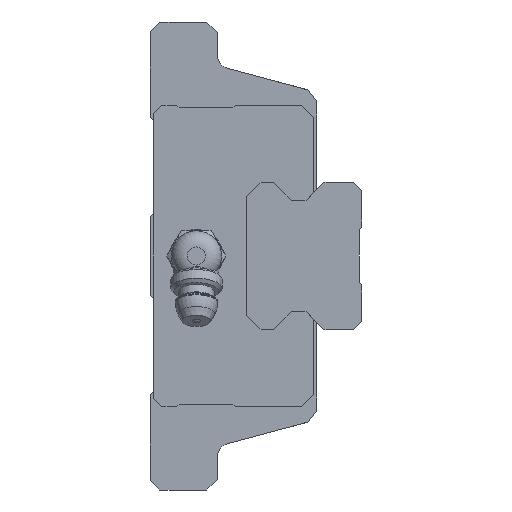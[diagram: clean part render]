
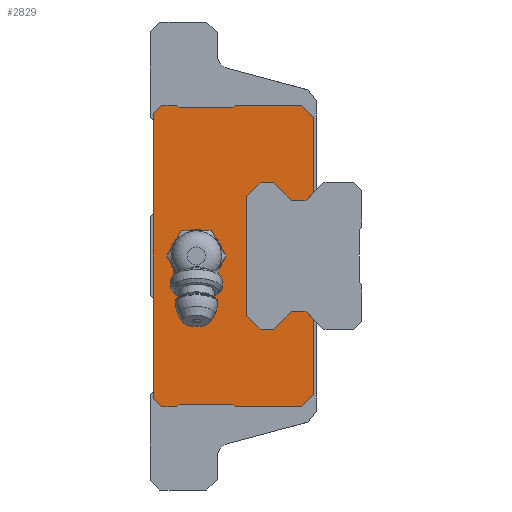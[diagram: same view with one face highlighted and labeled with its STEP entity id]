
A CAD part, left-side view. The second image highlights one B-rep face of the part: STEP entity #2829.
In plain terms, the highlighted planar face has unit normal (-1, 0, 0).
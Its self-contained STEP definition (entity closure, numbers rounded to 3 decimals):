
#635=ORIENTED_EDGE('',*,*,#1170,.F.);
#636=ORIENTED_EDGE('',*,*,#1201,.F.);
#637=ORIENTED_EDGE('',*,*,#1199,.F.);
#638=ORIENTED_EDGE('',*,*,#1197,.F.);
#639=ORIENTED_EDGE('',*,*,#1195,.F.);
#640=ORIENTED_EDGE('',*,*,#1193,.F.);
#641=ORIENTED_EDGE('',*,*,#1191,.F.);
#642=ORIENTED_EDGE('',*,*,#1189,.F.);
#643=ORIENTED_EDGE('',*,*,#1187,.F.);
#644=ORIENTED_EDGE('',*,*,#1185,.F.);
#645=ORIENTED_EDGE('',*,*,#1070,.F.);
#646=ORIENTED_EDGE('',*,*,#1067,.F.);
#647=ORIENTED_EDGE('',*,*,#1064,.F.);
#648=ORIENTED_EDGE('',*,*,#1061,.F.);
#649=ORIENTED_EDGE('',*,*,#1058,.F.);
#650=ORIENTED_EDGE('',*,*,#1055,.F.);
#651=ORIENTED_EDGE('',*,*,#1052,.F.);
#652=ORIENTED_EDGE('',*,*,#1049,.F.);
#653=ORIENTED_EDGE('',*,*,#1046,.F.);
#654=ORIENTED_EDGE('',*,*,#1043,.F.);
#655=ORIENTED_EDGE('',*,*,#1039,.F.);
#656=ORIENTED_EDGE('',*,*,#1184,.F.);
#657=ORIENTED_EDGE('',*,*,#1182,.F.);
#658=ORIENTED_EDGE('',*,*,#1180,.F.);
#659=ORIENTED_EDGE('',*,*,#1178,.F.);
#660=ORIENTED_EDGE('',*,*,#1176,.F.);
#661=ORIENTED_EDGE('',*,*,#1174,.F.);
#662=ORIENTED_EDGE('',*,*,#1172,.F.);
#663=ORIENTED_EDGE('',*,*,#1202,.T.);
#664=ORIENTED_EDGE('',*,*,#1203,.T.);
#665=ORIENTED_EDGE('',*,*,#1204,.T.);
#666=ORIENTED_EDGE('',*,*,#1205,.T.);
#667=ORIENTED_EDGE('',*,*,#1206,.T.);
#668=ORIENTED_EDGE('',*,*,#1207,.T.);
#1039=EDGE_CURVE('',#1418,#1419,#1680,.T.);
#1043=EDGE_CURVE('',#1419,#1422,#1684,.T.);
#1046=EDGE_CURVE('',#1422,#1424,#1687,.T.);
#1049=EDGE_CURVE('',#1424,#1426,#1690,.T.);
#1052=EDGE_CURVE('',#1426,#1428,#1693,.T.);
#1055=EDGE_CURVE('',#1428,#1430,#1696,.T.);
#1058=EDGE_CURVE('',#1430,#1432,#1699,.T.);
#1061=EDGE_CURVE('',#1432,#1434,#1702,.T.);
#1064=EDGE_CURVE('',#1434,#1436,#1705,.T.);
#1067=EDGE_CURVE('',#1436,#1438,#1708,.T.);
#1070=EDGE_CURVE('',#1438,#1440,#1711,.T.);
#1170=EDGE_CURVE('',#1499,#1500,#1798,.T.);
#1172=EDGE_CURVE('',#1500,#1501,#1800,.T.);
#1174=EDGE_CURVE('',#1501,#1502,#1802,.T.);
#1176=EDGE_CURVE('',#1502,#1503,#1804,.T.);
#1178=EDGE_CURVE('',#1503,#1504,#1806,.T.);
#1180=EDGE_CURVE('',#1504,#1505,#1808,.T.);
#1182=EDGE_CURVE('',#1505,#1506,#1810,.T.);
#1184=EDGE_CURVE('',#1506,#1418,#1812,.T.);
#1185=EDGE_CURVE('',#1440,#1507,#1813,.T.);
#1187=EDGE_CURVE('',#1507,#1508,#1815,.T.);
#1189=EDGE_CURVE('',#1508,#1509,#1817,.T.);
#1191=EDGE_CURVE('',#1509,#1510,#1819,.T.);
#1193=EDGE_CURVE('',#1510,#1511,#1821,.T.);
#1195=EDGE_CURVE('',#1511,#1512,#1823,.T.);
#1197=EDGE_CURVE('',#1512,#1513,#1825,.T.);
#1199=EDGE_CURVE('',#1513,#1514,#1827,.T.);
#1201=EDGE_CURVE('',#1514,#1499,#1829,.T.);
#1202=EDGE_CURVE('',#1515,#1516,#1830,.T.);
#1203=EDGE_CURVE('',#1516,#1517,#1831,.T.);
#1204=EDGE_CURVE('',#1517,#1518,#1832,.T.);
#1205=EDGE_CURVE('',#1518,#1519,#1833,.T.);
#1206=EDGE_CURVE('',#1519,#1520,#1834,.T.);
#1207=EDGE_CURVE('',#1520,#1515,#1835,.T.);
#1418=VERTEX_POINT('',#4136);
#1419=VERTEX_POINT('',#4138);
#1422=VERTEX_POINT('',#4146);
#1424=VERTEX_POINT('',#4152);
#1426=VERTEX_POINT('',#4158);
#1428=VERTEX_POINT('',#4164);
#1430=VERTEX_POINT('',#4170);
#1432=VERTEX_POINT('',#4176);
#1434=VERTEX_POINT('',#4182);
#1436=VERTEX_POINT('',#4188);
#1438=VERTEX_POINT('',#4194);
#1440=VERTEX_POINT('',#4200);
#1499=VERTEX_POINT('',#4402);
#1500=VERTEX_POINT('',#4404);
#1501=VERTEX_POINT('',#4408);
#1502=VERTEX_POINT('',#4412);
#1503=VERTEX_POINT('',#4416);
#1504=VERTEX_POINT('',#4420);
#1505=VERTEX_POINT('',#4424);
#1506=VERTEX_POINT('',#4428);
#1507=VERTEX_POINT('',#4434);
#1508=VERTEX_POINT('',#4438);
#1509=VERTEX_POINT('',#4442);
#1510=VERTEX_POINT('',#4446);
#1511=VERTEX_POINT('',#4450);
#1512=VERTEX_POINT('',#4454);
#1513=VERTEX_POINT('',#4458);
#1514=VERTEX_POINT('',#4462);
#1515=VERTEX_POINT('',#4468);
#1516=VERTEX_POINT('',#4469);
#1517=VERTEX_POINT('',#4471);
#1518=VERTEX_POINT('',#4473);
#1519=VERTEX_POINT('',#4475);
#1520=VERTEX_POINT('',#4477);
#1680=LINE('',#4137,#1996);
#1684=LINE('',#4145,#2000);
#1687=LINE('',#4151,#2003);
#1690=LINE('',#4157,#2006);
#1693=LINE('',#4163,#2009);
#1696=LINE('',#4169,#2012);
#1699=LINE('',#4175,#2015);
#1702=LINE('',#4181,#2018);
#1705=LINE('',#4187,#2021);
#1708=LINE('',#4193,#2024);
#1711=LINE('',#4199,#2027);
#1798=LINE('',#4403,#2114);
#1800=LINE('',#4407,#2116);
#1802=LINE('',#4411,#2118);
#1804=LINE('',#4415,#2120);
#1806=LINE('',#4419,#2122);
#1808=LINE('',#4423,#2124);
#1810=LINE('',#4427,#2126);
#1812=LINE('',#4431,#2128);
#1813=LINE('',#4433,#2129);
#1815=LINE('',#4437,#2131);
#1817=LINE('',#4441,#2133);
#1819=LINE('',#4445,#2135);
#1821=LINE('',#4449,#2137);
#1823=LINE('',#4453,#2139);
#1825=LINE('',#4457,#2141);
#1827=LINE('',#4461,#2143);
#1829=LINE('',#4465,#2145);
#1830=LINE('',#4467,#2146);
#1831=LINE('',#4470,#2147);
#1832=LINE('',#4472,#2148);
#1833=LINE('',#4474,#2149);
#1834=LINE('',#4476,#2150);
#1835=LINE('',#4478,#2151);
#1996=VECTOR('',#3268,1000.);
#2000=VECTOR('',#3274,1000.);
#2003=VECTOR('',#3279,1000.);
#2006=VECTOR('',#3284,1000.);
#2009=VECTOR('',#3289,1000.);
#2012=VECTOR('',#3294,1000.);
#2015=VECTOR('',#3299,1000.);
#2018=VECTOR('',#3304,1000.);
#2021=VECTOR('',#3309,1000.);
#2024=VECTOR('',#3314,1000.);
#2027=VECTOR('',#3319,1000.);
#2114=VECTOR('',#3520,1000.);
#2116=VECTOR('',#3524,1000.);
#2118=VECTOR('',#3528,1000.);
#2120=VECTOR('',#3532,1000.);
#2122=VECTOR('',#3536,1000.);
#2124=VECTOR('',#3540,1000.);
#2126=VECTOR('',#3544,1000.);
#2128=VECTOR('',#3548,1000.);
#2129=VECTOR('',#3551,1000.);
#2131=VECTOR('',#3555,1000.);
#2133=VECTOR('',#3559,1000.);
#2135=VECTOR('',#3563,1000.);
#2137=VECTOR('',#3567,1000.);
#2139=VECTOR('',#3571,1000.);
#2141=VECTOR('',#3575,1000.);
#2143=VECTOR('',#3579,1000.);
#2145=VECTOR('',#3583,1000.);
#2146=VECTOR('',#3586,1000.);
#2147=VECTOR('',#3587,1000.);
#2148=VECTOR('',#3588,1000.);
#2149=VECTOR('',#3589,1000.);
#2150=VECTOR('',#3590,1000.);
#2151=VECTOR('',#3591,1000.);
#2340=EDGE_LOOP('',(#635,#636,#637,#638,#639,#640,#641,#642,#643,#644,#645,
#646,#647,#648,#649,#650,#651,#652,#653,#654,#655,#656,#657,#658,#659,#660,
#661,#662));
#2341=EDGE_LOOP('',(#663,#664,#665,#666,#667,#668));
#2533=FACE_BOUND('',#2340,.T.);
#2534=FACE_BOUND('',#2341,.T.);
#2694=PLANE('',#3035);
#2829=ADVANCED_FACE('',(#2533,#2534),#2694,.F.);
#3035=AXIS2_PLACEMENT_3D('',#4466,#3584,#3585);
#3268=DIRECTION('',(0.,0.707,-0.707));
#3274=DIRECTION('',(0.,1.,0.));
#3279=DIRECTION('',(0.,0.707,0.707));
#3284=DIRECTION('',(0.,1.,0.));
#3289=DIRECTION('',(0.,0.72,-0.694));
#3294=DIRECTION('',(0.,0.,-1.));
#3299=DIRECTION('',(0.,-0.72,-0.694));
#3304=DIRECTION('',(0.,-1.,0.));
#3309=DIRECTION('',(0.,-0.707,0.707));
#3314=DIRECTION('',(0.,-1.,0.));
#3319=DIRECTION('',(0.,-0.707,-0.707));
#3520=DIRECTION('',(0.,-0.707,0.707));
#3524=DIRECTION('',(0.,-1.,0.));
#3528=DIRECTION('',(0.,-0.707,-0.707));
#3532=DIRECTION('',(0.,-1.,0.));
#3536=DIRECTION('',(0.,-0.707,0.707));
#3540=DIRECTION('',(0.,-1.,0.));
#3544=DIRECTION('',(0.,-0.707,-0.707));
#3548=DIRECTION('',(0.,0.,-1.));
#3551=DIRECTION('',(0.,0.,-1.));
#3555=DIRECTION('',(0.,0.707,-0.707));
#3559=DIRECTION('',(0.,1.,0.));
#3563=DIRECTION('',(0.,0.707,0.707));
#3567=DIRECTION('',(0.,1.,0.));
#3571=DIRECTION('',(0.,0.707,-0.707));
#3575=DIRECTION('',(0.,1.,0.));
#3579=DIRECTION('',(0.,0.707,0.707));
#3583=DIRECTION('',(0.,0.,1.));
#3584=DIRECTION('',(1.,0.,0.));
#3585=DIRECTION('',(0.,0.,-1.));
#3586=DIRECTION('',(0.,1.,0.));
#3587=DIRECTION('',(0.,0.5,0.866));
#3588=DIRECTION('',(0.,-0.5,0.866));
#3589=DIRECTION('',(0.,-1.,0.));
#3590=DIRECTION('',(0.,-0.5,-0.866));
#3591=DIRECTION('',(0.,0.5,-0.866));
#4136=CARTESIAN_POINT('',(-41.5,-25.5,9.9));
#4137=CARTESIAN_POINT('',(-41.5,-25.5,9.9));
#4138=CARTESIAN_POINT('',(-41.5,-24.3,8.7));
#4145=CARTESIAN_POINT('',(-41.5,-24.3,8.7));
#4146=CARTESIAN_POINT('',(-41.5,-22.,8.7));
#4151=CARTESIAN_POINT('',(-41.5,-22.,8.7));
#4152=CARTESIAN_POINT('',(-41.5,-19.2,11.5));
#4157=CARTESIAN_POINT('',(-41.5,-19.2,11.5));
#4158=CARTESIAN_POINT('',(-41.5,-17.28,11.5));
#4163=CARTESIAN_POINT('',(-41.5,-17.28,11.5));
#4164=CARTESIAN_POINT('',(-41.5,-15.,9.3));
#4169=CARTESIAN_POINT('',(-41.5,-15.,9.3));
#4170=CARTESIAN_POINT('',(-41.5,-15.,-9.3));
#4175=CARTESIAN_POINT('',(-41.5,-15.,-9.3));
#4176=CARTESIAN_POINT('',(-41.5,-17.28,-11.5));
#4181=CARTESIAN_POINT('',(-41.5,-17.28,-11.5));
#4182=CARTESIAN_POINT('',(-41.5,-19.2,-11.5));
#4187=CARTESIAN_POINT('',(-41.5,-19.2,-11.5));
#4188=CARTESIAN_POINT('',(-41.5,-22.,-8.7));
#4193=CARTESIAN_POINT('',(-41.5,-22.,-8.7));
#4194=CARTESIAN_POINT('',(-41.5,-24.3,-8.7));
#4199=CARTESIAN_POINT('',(-41.5,-24.3,-8.7));
#4200=CARTESIAN_POINT('',(-41.5,-25.5,-9.9));
#4402=CARTESIAN_POINT('',(-41.5,-0.5,22.2));
#4403=CARTESIAN_POINT('',(-41.5,-0.5,22.2));
#4404=CARTESIAN_POINT('',(-41.5,-1.8,23.5));
#4407=CARTESIAN_POINT('',(-41.5,-1.8,23.5));
#4408=CARTESIAN_POINT('',(-41.5,-4.1,23.5));
#4411=CARTESIAN_POINT('',(-41.5,-4.1,23.5));
#4412=CARTESIAN_POINT('',(-41.5,-4.5,23.1));
#4415=CARTESIAN_POINT('',(-41.5,-4.5,23.1));
#4416=CARTESIAN_POINT('',(-41.5,-12.9,23.1));
#4419=CARTESIAN_POINT('',(-41.5,-12.9,23.1));
#4420=CARTESIAN_POINT('',(-41.5,-13.3,23.5));
#4423=CARTESIAN_POINT('',(-41.5,-13.3,23.5));
#4424=CARTESIAN_POINT('',(-41.5,-23.6,23.5));
#4427=CARTESIAN_POINT('',(-41.5,-23.6,23.5));
#4428=CARTESIAN_POINT('',(-41.5,-25.5,21.6));
#4431=CARTESIAN_POINT('',(-41.5,-25.5,21.6));
#4433=CARTESIAN_POINT('',(-41.5,-25.5,-9.9));
#4434=CARTESIAN_POINT('',(-41.5,-25.5,-21.6));
#4437=CARTESIAN_POINT('',(-41.5,-25.5,-21.6));
#4438=CARTESIAN_POINT('',(-41.5,-23.6,-23.5));
#4441=CARTESIAN_POINT('',(-41.5,-23.6,-23.5));
#4442=CARTESIAN_POINT('',(-41.5,-13.3,-23.5));
#4445=CARTESIAN_POINT('',(-41.5,-13.3,-23.5));
#4446=CARTESIAN_POINT('',(-41.5,-12.9,-23.1));
#4449=CARTESIAN_POINT('',(-41.5,-12.9,-23.1));
#4450=CARTESIAN_POINT('',(-41.5,-4.5,-23.1));
#4453=CARTESIAN_POINT('',(-41.5,-4.5,-23.1));
#4454=CARTESIAN_POINT('',(-41.5,-4.1,-23.5));
#4457=CARTESIAN_POINT('',(-41.5,-4.1,-23.5));
#4458=CARTESIAN_POINT('',(-41.5,-1.8,-23.5));
#4461=CARTESIAN_POINT('',(-41.5,-1.8,-23.5));
#4462=CARTESIAN_POINT('',(-41.5,-0.5,-22.2));
#4465=CARTESIAN_POINT('',(-41.5,-0.5,-22.2));
#4466=CARTESIAN_POINT('',(-41.5,0.,0.));
#4467=CARTESIAN_POINT('',(-41.5,-9.509,-4.));
#4468=CARTESIAN_POINT('',(-41.5,-9.509,-4.));
#4469=CARTESIAN_POINT('',(-41.5,-4.891,-4.));
#4470=CARTESIAN_POINT('',(-41.5,-4.891,-4.));
#4471=CARTESIAN_POINT('',(-41.5,-2.581,0.));
#4472=CARTESIAN_POINT('',(-41.5,-2.581,0.));
#4473=CARTESIAN_POINT('',(-41.5,-4.891,4.));
#4474=CARTESIAN_POINT('',(-41.5,-4.891,4.));
#4475=CARTESIAN_POINT('',(-41.5,-9.509,4.));
#4476=CARTESIAN_POINT('',(-41.5,-9.509,4.));
#4477=CARTESIAN_POINT('',(-41.5,-11.819,0.));
#4478=CARTESIAN_POINT('',(-41.5,-11.819,0.));
